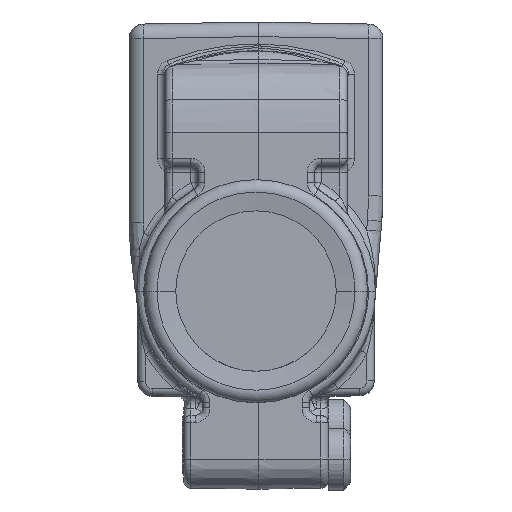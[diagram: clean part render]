
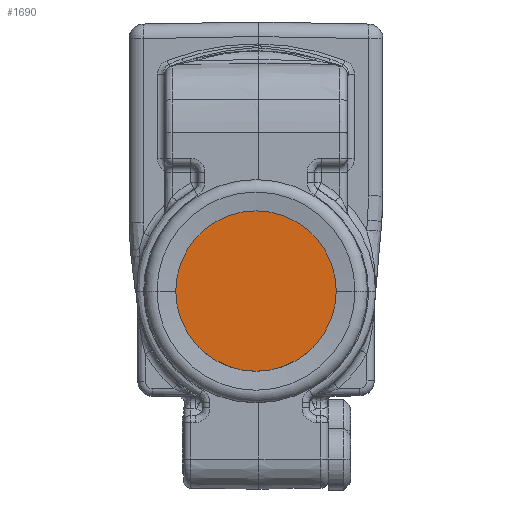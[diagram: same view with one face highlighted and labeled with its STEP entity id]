
A CAD part, top view. The second image highlights one B-rep face of the part: STEP entity #1690.
In plain terms, the highlighted planar face has unit normal (0, 0, 1).
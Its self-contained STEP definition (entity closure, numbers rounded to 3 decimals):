
#510 = ORIENTED_EDGE ( 'NONE', *, *, #5452, .T. ) ;
#1690 = ADVANCED_FACE ( 'NONE', ( #28849 ), #13465, .T. ) ;
#5452 = EDGE_CURVE ( 'NONE', #7645, #9823, #22757, .T. ) ;
#7284 = EDGE_LOOP ( 'NONE', ( #20340, #510 ) ) ;
#7645 = VERTEX_POINT ( 'NONE', #30554 ) ;
#8980 = DIRECTION ( 'NONE',  ( 0., 0., 1. ) ) ;
#9823 = VERTEX_POINT ( 'NONE', #11718 ) ;
#11718 = CARTESIAN_POINT ( 'NONE',  ( 4.213, -3.535, 61.44 ) ) ;
#13465 = PLANE ( 'NONE',  #32758 ) ;
#15131 = DIRECTION ( 'NONE',  ( 1., 0., 0. ) ) ;
#15388 = AXIS2_PLACEMENT_3D ( 'NONE', #17282, #8980, #25393 ) ;
#15767 = CARTESIAN_POINT ( 'NONE',  ( 0., 0., 61.44 ) ) ;
#17282 = CARTESIAN_POINT ( 'NONE',  ( 0., 0., 61.44 ) ) ;
#18079 = DIRECTION ( 'NONE',  ( 0., 0., 1. ) ) ;
#18802 = DIRECTION ( 'NONE',  ( -0.766, 0.643, 0. ) ) ;
#20340 = ORIENTED_EDGE ( 'NONE', *, *, #34848, .T. ) ;
#22757 = CIRCLE ( 'NONE', #28949, 5.5 ) ;
#25393 = DIRECTION ( 'NONE',  ( 1., 0., 0. ) ) ;
#26599 = CIRCLE ( 'NONE', #15388, 5.5 ) ;
#28849 = FACE_OUTER_BOUND ( 'NONE', #7284, .T. ) ;
#28949 = AXIS2_PLACEMENT_3D ( 'NONE', #30494, #31012, #15131 ) ;
#30494 = CARTESIAN_POINT ( 'NONE',  ( 0., 0., 61.44 ) ) ;
#30554 = CARTESIAN_POINT ( 'NONE',  ( -4.213, 3.535, 61.44 ) ) ;
#31012 = DIRECTION ( 'NONE',  ( 0., 0., 1. ) ) ;
#32758 = AXIS2_PLACEMENT_3D ( 'NONE', #15767, #18079, #18802 ) ;
#34848 = EDGE_CURVE ( 'NONE', #9823, #7645, #26599, .T. ) ;
